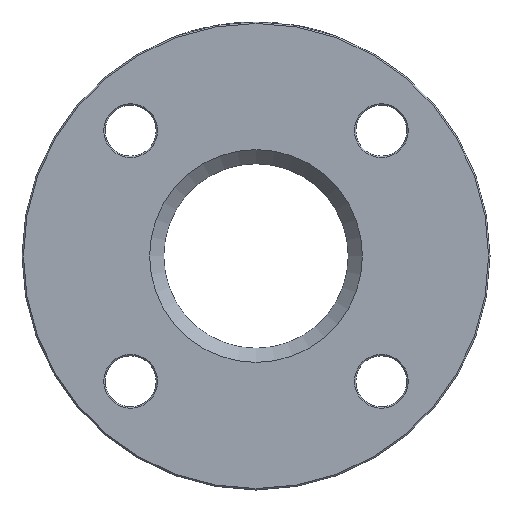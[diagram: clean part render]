
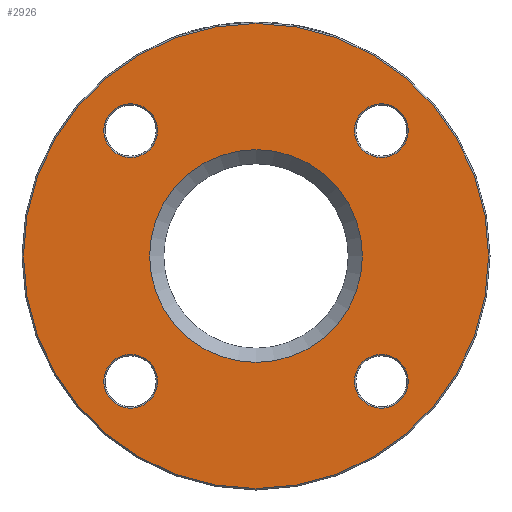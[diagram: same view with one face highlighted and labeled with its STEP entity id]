
A CAD part, left-side view. The second image highlights one B-rep face of the part: STEP entity #2926.
In plain terms, the highlighted planar face has unit normal (-1, 0, 0).
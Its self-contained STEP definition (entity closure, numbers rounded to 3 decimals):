
#51 = EDGE_LOOP ( 'NONE', ( #3721 ) ) ;
#72 = AXIS2_PLACEMENT_3D ( 'NONE', #1175, #3635, #2915 ) ;
#306 = CARTESIAN_POINT ( 'NONE',  ( 0., -44.194, 34.694 ) ) ;
#406 = DIRECTION ( 'NONE',  ( 0., 0., -1. ) ) ;
#481 = DIRECTION ( 'NONE',  ( 0., 0., -1. ) ) ;
#573 = CARTESIAN_POINT ( 'NONE',  ( 0., 44.194, -53.694 ) ) ;
#577 = CARTESIAN_POINT ( 'NONE',  ( 0., 32.5, 0. ) ) ;
#592 = VERTEX_POINT ( 'NONE', #306 ) ;
#668 = EDGE_LOOP ( 'NONE', ( #2058 ) ) ;
#911 = EDGE_LOOP ( 'NONE', ( #2118 ) ) ;
#922 = ORIENTED_EDGE ( 'NONE', *, *, #3084, .T. ) ;
#1104 = DIRECTION ( 'NONE',  ( 1., 0., 0. ) ) ;
#1175 = CARTESIAN_POINT ( 'NONE',  ( 0., 0., 0. ) ) ;
#1212 = DIRECTION ( 'NONE',  ( 1., 0., 0. ) ) ;
#1224 = FACE_BOUND ( 'NONE', #2999, .T. ) ;
#1324 = VERTEX_POINT ( 'NONE', #4198 ) ;
#1538 = EDGE_LOOP ( 'NONE', ( #922 ) ) ;
#1619 = CARTESIAN_POINT ( 'NONE',  ( 0., 44.194, -44.194 ) ) ;
#1732 = CARTESIAN_POINT ( 'NONE',  ( 0., 44.194, 34.694 ) ) ;
#1760 = EDGE_LOOP ( 'NONE', ( #4328 ) ) ;
#1968 = CIRCLE ( 'NONE', #3470, 9.5 ) ;
#1976 = PLANE ( 'NONE',  #2557 ) ;
#2020 = DIRECTION ( 'NONE',  ( 1., 0., 0. ) ) ;
#2035 = AXIS2_PLACEMENT_3D ( 'NONE', #2628, #4047, #2240 ) ;
#2042 = FACE_BOUND ( 'NONE', #1538, .T. ) ;
#2058 = ORIENTED_EDGE ( 'NONE', *, *, #2429, .T. ) ;
#2118 = ORIENTED_EDGE ( 'NONE', *, *, #2641, .T. ) ;
#2148 = DIRECTION ( 'NONE',  ( -1., 0., 0. ) ) ;
#2240 = DIRECTION ( 'NONE',  ( 0., 0., -1. ) ) ;
#2284 = DIRECTION ( 'NONE',  ( 0., 0., -1. ) ) ;
#2321 = DIRECTION ( 'NONE',  ( 0., 0., -1. ) ) ;
#2363 = VERTEX_POINT ( 'NONE', #573 ) ;
#2367 = FACE_BOUND ( 'NONE', #911, .T. ) ;
#2429 = EDGE_CURVE ( 'NONE', #592, #592, #4374, .T. ) ;
#2557 = AXIS2_PLACEMENT_3D ( 'NONE', #577, #2020, #2321 ) ;
#2628 = CARTESIAN_POINT ( 'NONE',  ( 0., -44.194, 44.194 ) ) ;
#2641 = EDGE_CURVE ( 'NONE', #3851, #3851, #3004, .T. ) ;
#2808 = VERTEX_POINT ( 'NONE', #3183 ) ;
#2821 = EDGE_CURVE ( 'NONE', #2808, #2808, #3545, .T. ) ;
#2915 = DIRECTION ( 'NONE',  ( 0., 0., -1. ) ) ;
#2926 = ADVANCED_FACE ( 'NONE', ( #1224, #3000, #3770, #2042, #3478, #2367 ), #1976, .F. ) ;
#2991 = AXIS2_PLACEMENT_3D ( 'NONE', #3640, #2148, #406 ) ;
#2999 = EDGE_LOOP ( 'NONE', ( #3331 ) ) ;
#3000 = FACE_OUTER_BOUND ( 'NONE', #1760, .T. ) ;
#3004 = CIRCLE ( 'NONE', #3993, 9.5 ) ;
#3063 = CARTESIAN_POINT ( 'NONE',  ( 0., -44.194, -44.194 ) ) ;
#3084 = EDGE_CURVE ( 'NONE', #4175, #4175, #1968, .T. ) ;
#3183 = CARTESIAN_POINT ( 'NONE',  ( 0., 0., -37.5 ) ) ;
#3300 = CIRCLE ( 'NONE', #2991, 82. ) ;
#3331 = ORIENTED_EDGE ( 'NONE', *, *, #2821, .T. ) ;
#3335 = EDGE_CURVE ( 'NONE', #2363, #2363, #3845, .T. ) ;
#3470 = AXIS2_PLACEMENT_3D ( 'NONE', #3063, #3718, #3810 ) ;
#3478 = FACE_BOUND ( 'NONE', #51, .T. ) ;
#3499 = CARTESIAN_POINT ( 'NONE',  ( 0., -44.194, -53.694 ) ) ;
#3545 = CIRCLE ( 'NONE', #72, 37.5 ) ;
#3635 = DIRECTION ( 'NONE',  ( 1., 0., 0. ) ) ;
#3640 = CARTESIAN_POINT ( 'NONE',  ( 0., 0., 0. ) ) ;
#3718 = DIRECTION ( 'NONE',  ( 1., 0., 0. ) ) ;
#3721 = ORIENTED_EDGE ( 'NONE', *, *, #3335, .T. ) ;
#3770 = FACE_BOUND ( 'NONE', #668, .T. ) ;
#3810 = DIRECTION ( 'NONE',  ( 0., 0., -1. ) ) ;
#3845 = CIRCLE ( 'NONE', #4299, 9.5 ) ;
#3851 = VERTEX_POINT ( 'NONE', #1732 ) ;
#3993 = AXIS2_PLACEMENT_3D ( 'NONE', #4210, #1104, #2284 ) ;
#4047 = DIRECTION ( 'NONE',  ( 1., 0., 0. ) ) ;
#4175 = VERTEX_POINT ( 'NONE', #3499 ) ;
#4198 = CARTESIAN_POINT ( 'NONE',  ( 0., 0., -82. ) ) ;
#4210 = CARTESIAN_POINT ( 'NONE',  ( 0., 44.194, 44.194 ) ) ;
#4299 = AXIS2_PLACEMENT_3D ( 'NONE', #1619, #1212, #481 ) ;
#4319 = EDGE_CURVE ( 'NONE', #1324, #1324, #3300, .T. ) ;
#4328 = ORIENTED_EDGE ( 'NONE', *, *, #4319, .T. ) ;
#4374 = CIRCLE ( 'NONE', #2035, 9.5 ) ;
